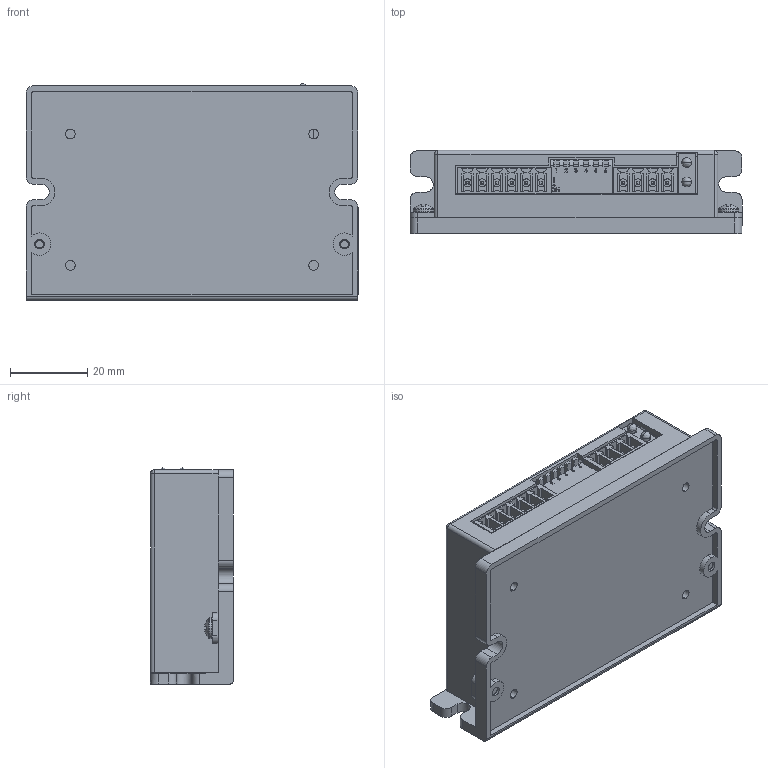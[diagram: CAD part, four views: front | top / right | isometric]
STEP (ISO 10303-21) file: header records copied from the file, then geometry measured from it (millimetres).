
FILE_DESCRIPTION (( 'STEP AP214' ), '1' );
FILE_NAME ('DM322E_3D.STEP', '2019-08-19T14:00:53', ( '' ), ( '' ), 'SwSTEP 2.0', 'SolidWorks 2017', '' );
FILE_SCHEMA (( 'AUTOMOTIVE_DESIGN' ));
Length unit declared in the file: inch
Products named in the file (1): DM322E_3D
Bounding box: 86 x 21.5 x 56 mm (x, y, z)
Volume: 34341.3 mm3; surface area: 40785.2 mm2
Topology: 9 solids, 9 shells, 1044 faces, 2764 edges, 1792 vertices
Faces by surface type: plane 805, cylinder 159, bspline 72, cone 8
Entity records: 40176 total; most frequent: CARTESIAN_POINT 13204, ORIENTED_EDGE 5508, DIRECTION 4782, EDGE_CURVE 2754, VECTOR 2216, LINE 2216, VERTEX_POINT 1792, AXIS2_PLACEMENT_3D 1283
